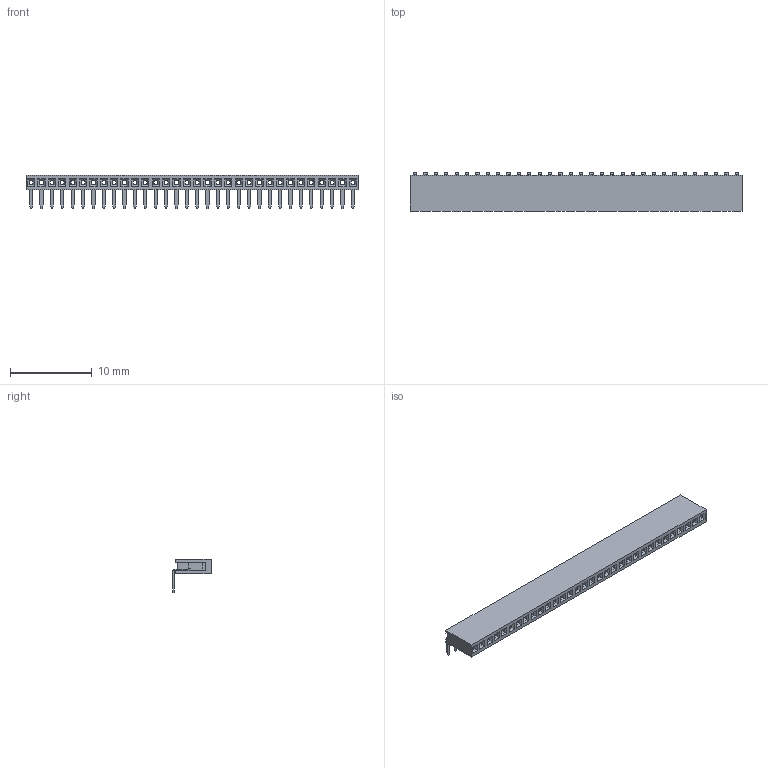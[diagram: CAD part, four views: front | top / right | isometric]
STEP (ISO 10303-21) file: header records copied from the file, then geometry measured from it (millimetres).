
FILE_DESCRIPTION(('STEP AP214'), '1');
FILE_NAME('PBS1.27-R', '', ('UNSPECIFIED'), ('UNSPECIFIED'), 'ASCON STEP Converter 1.6', 'ASCON Math Kernel', '');
FILE_SCHEMA(('AUTOMOTIVE_DESIGN { 1 0 10303 214 3 1 1}'));
Length unit declared in the file: millimetre
Bounding box: 40.64 x 4.7 x 4.1 mm (x, y, z)
Volume: 231.3 mm3; surface area: 1623.8 mm2
Topology: 33 solids, 33 shells, 1898 faces, 5112 edges, 3280 vertices
Faces by surface type: plane 1610, cylinder 288
Entity records: 73784 total; most frequent: CARTESIAN_POINT 10291, ORIENTED_EDGE 10224, DIRECTION 9486, EDGE_CURVE 5112, LINE 4536, VECTOR 4536, VERTEX_POINT 3280, AXIS2_PLACEMENT_3D 2475
